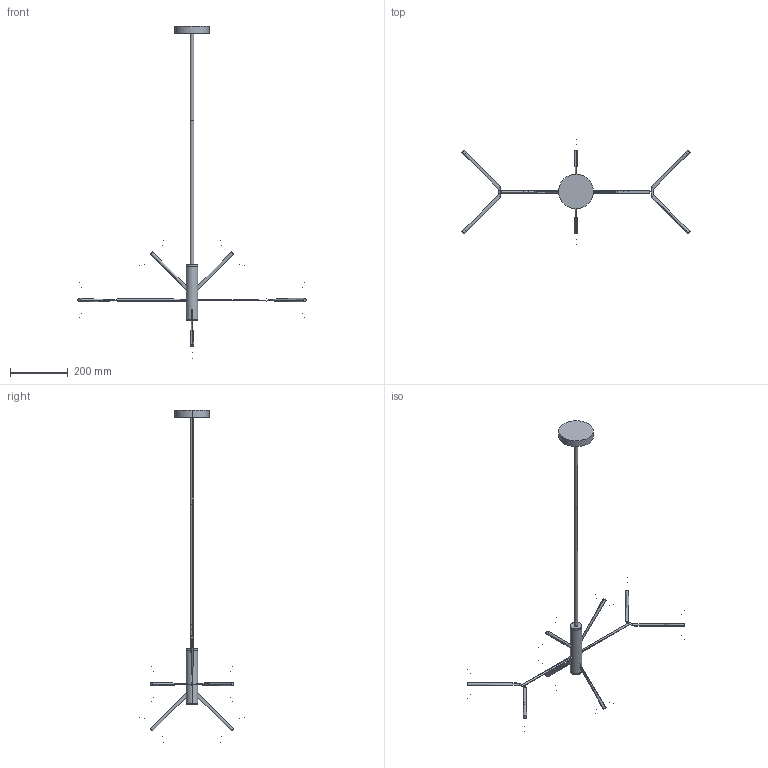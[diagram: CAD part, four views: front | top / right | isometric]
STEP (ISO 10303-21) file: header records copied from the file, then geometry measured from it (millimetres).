
FILE_DESCRIPTION(/* description */ (''),/* implementation_level */ '2;1');
FILE_NAME(/* name */ '174416~1',/* time_stamp */ '2020-11-06T18:43:56+01:00',/* author */ (''),/* organization */ (''),/* preprocessor_version */ 'ST-DEVELOPER v16.5',/* originating_system */ '',/* authorisation */ '');
FILE_SCHEMA (('AUTOMOTIVE_DESIGN'));
Length unit declared in the file: millimetre
Products named in the file (1): Document
Bounding box: 788.49 x 364.85 x 1147.29 mm (x, y, z)
Volume: 11102536 mm3; surface area: 740418.4 mm2
Topology: 26 solids, 27 shells, 91 faces, 228 edges, 131 vertices
Faces by surface type: bspline 71, plane 20
Entity records: 4207 total; most frequent: CARTESIAN_POINT 2891, ORIENTED_EDGE 264, EDGE_CURVE 136, VERTEX_POINT 97, ADVANCED_FACE 91, FACE_OUTER_BOUND 91, EDGE_LOOP 91, COLOUR_RGB 55
